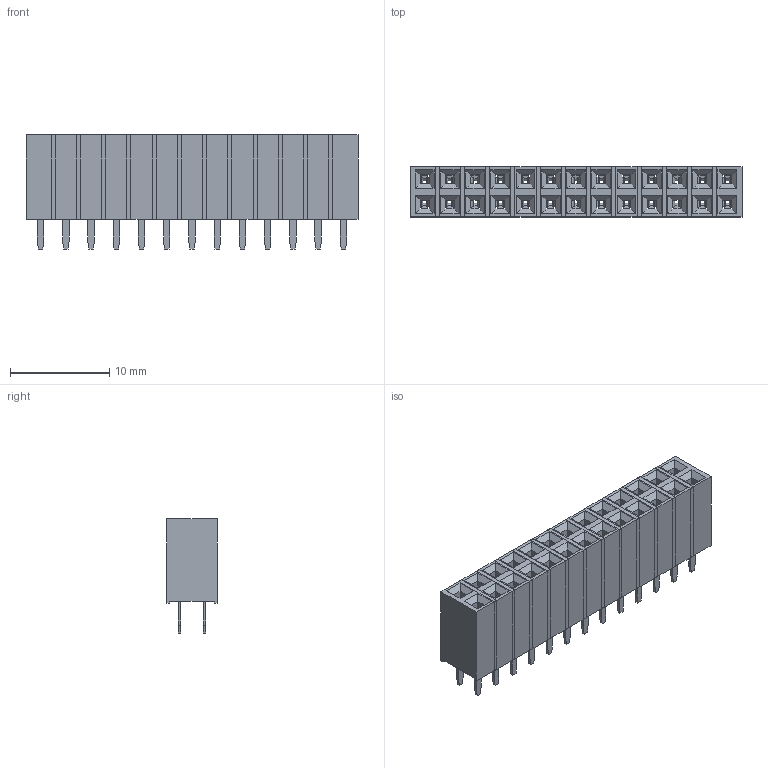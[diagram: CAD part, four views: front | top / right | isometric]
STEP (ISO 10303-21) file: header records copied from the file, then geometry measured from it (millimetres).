
FILE_DESCRIPTION(/* description */ (''),/* implementation_level */ '2;1');
FILE_NAME(/* name */ 'M20-7831342.step',/* time_stamp */ '2022-09-20T17:15:51+01:00',/* author */ (''),/* organization */ (''),/* preprocessor_version */ 'ST-DEVELOPER v19',/* originating_system */ 'Autodesk Translation Framework v11.7.0.108',/* authorisation */ '');
FILE_SCHEMA (('AUTOMOTIVE_DESIGN { 1 0 10303 214 3 1 1 }'));
Products named in the file (2): HARWIN M20-783xx46; M20-78303_MOULD
Assembly tree (1 placements, depth 2):
  HARWIN M20-783xx46
    M20-78303_MOULD
Bounding box: 33.42 x 5.04 x 11.5 mm (x, y, z)
Volume: 1244.1 mm3; surface area: 3917.7 mm2
Topology: 13 solids, 13 shells, 2236 faces, 6162 edges, 3900 vertices
Faces by surface type: plane 1664, cylinder 572
Entity records: 70890 total; most frequent: ORIENTED_EDGE 12324, CARTESIAN_POINT 12301, DIRECTION 11784, EDGE_CURVE 6162, LINE 5018, VECTOR 5018, VERTEX_POINT 3900, AXIS2_PLACEMENT_3D 3383
